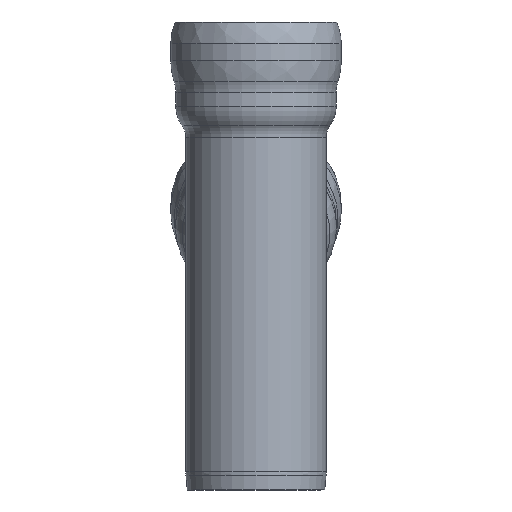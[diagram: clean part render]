
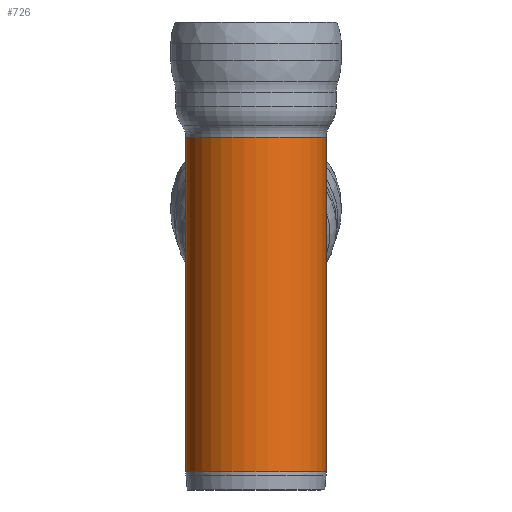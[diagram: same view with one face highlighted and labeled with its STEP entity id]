
A CAD part, left-side view. The second image highlights one B-rep face of the part: STEP entity #726.
In plain terms, the highlighted cylindrical face has radius 210 mm (diameter 420 mm), a full revolution.
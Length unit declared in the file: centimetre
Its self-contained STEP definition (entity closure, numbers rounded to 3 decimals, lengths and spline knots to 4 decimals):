
#50=ELLIPSE('',#777,25.6363,21.);
#51=ELLIPSE('',#778,36.6124,21.);
#52=ELLIPSE('',#781,36.6124,21.);
#53=ELLIPSE('',#782,25.6363,21.);
#64=LINE('',#1231,#84);
#65=LINE('',#1237,#85);
#84=VECTOR('',#918,21.);
#85=VECTOR('',#923,21.);
#104=CYLINDRICAL_SURFACE('',#776,21.);
#113=FACE_OUTER_BOUND('',#156,.T.);
#156=EDGE_LOOP('',(#485,#486,#487,#488,#489,#490,#491,#492,#493,#494,#495,
#496));
#203=CIRCLE('',#773,21.);
#204=CIRCLE('',#774,21.);
#206=CIRCLE('',#779,21.);
#207=CIRCLE('',#780,21.);
#287=VERTEX_POINT('',#1223);
#288=VERTEX_POINT('',#1225);
#289=VERTEX_POINT('',#1230);
#290=VERTEX_POINT('',#1232);
#291=VERTEX_POINT('',#1234);
#292=VERTEX_POINT('',#1236);
#293=VERTEX_POINT('',#1238);
#294=VERTEX_POINT('',#1241);
#363=EDGE_CURVE('',#287,#288,#203,.T.);
#364=EDGE_CURVE('',#288,#287,#204,.T.);
#366=EDGE_CURVE('',#288,#289,#64,.T.);
#367=EDGE_CURVE('',#289,#290,#50,.T.);
#368=EDGE_CURVE('',#290,#291,#51,.T.);
#369=EDGE_CURVE('',#291,#292,#65,.T.);
#370=EDGE_CURVE('',#292,#293,#206,.T.);
#371=EDGE_CURVE('',#293,#292,#207,.T.);
#372=EDGE_CURVE('',#291,#294,#52,.T.);
#373=EDGE_CURVE('',#294,#289,#53,.T.);
#485=ORIENTED_EDGE('',*,*,#363,.F.);
#486=ORIENTED_EDGE('',*,*,#364,.F.);
#487=ORIENTED_EDGE('',*,*,#366,.T.);
#488=ORIENTED_EDGE('',*,*,#367,.T.);
#489=ORIENTED_EDGE('',*,*,#368,.T.);
#490=ORIENTED_EDGE('',*,*,#369,.T.);
#491=ORIENTED_EDGE('',*,*,#370,.T.);
#492=ORIENTED_EDGE('',*,*,#371,.T.);
#493=ORIENTED_EDGE('',*,*,#369,.F.);
#494=ORIENTED_EDGE('',*,*,#372,.T.);
#495=ORIENTED_EDGE('',*,*,#373,.T.);
#496=ORIENTED_EDGE('',*,*,#366,.F.);
#726=ADVANCED_FACE('',(#113),#104,.T.);
#773=AXIS2_PLACEMENT_3D('',#1226,#910,#911);
#774=AXIS2_PLACEMENT_3D('',#1227,#912,#913);
#776=AXIS2_PLACEMENT_3D('',#1229,#916,#917);
#777=AXIS2_PLACEMENT_3D('',#1233,#919,#920);
#778=AXIS2_PLACEMENT_3D('',#1235,#921,#922);
#779=AXIS2_PLACEMENT_3D('',#1239,#924,#925);
#780=AXIS2_PLACEMENT_3D('',#1240,#926,#927);
#781=AXIS2_PLACEMENT_3D('',#1242,#928,#929);
#782=AXIS2_PLACEMENT_3D('',#1243,#930,#931);
#910=DIRECTION('center_axis',(0.,0.,-1.));
#911=DIRECTION('ref_axis',(1.,0.,0.));
#912=DIRECTION('center_axis',(0.,0.,-1.));
#913=DIRECTION('ref_axis',(1.,0.,0.));
#916=DIRECTION('center_axis',(0.,0.,-1.));
#917=DIRECTION('ref_axis',(-1.,0.,0.));
#918=DIRECTION('',(0.,0.,1.));
#919=DIRECTION('center_axis',(-0.574,0.,
-0.819));
#920=DIRECTION('ref_axis',(-0.819,0.,0.574));
#921=DIRECTION('center_axis',(-0.819,0.,0.574));
#922=DIRECTION('ref_axis',(-0.574,0.,-0.819));
#923=DIRECTION('',(0.,0.,1.));
#924=DIRECTION('center_axis',(0.,0.,-1.));
#925=DIRECTION('ref_axis',(1.,0.,0.));
#926=DIRECTION('center_axis',(0.,0.,-1.));
#927=DIRECTION('ref_axis',(1.,0.,0.));
#928=DIRECTION('center_axis',(-0.819,0.,0.574));
#929=DIRECTION('ref_axis',(-0.574,0.,-0.819));
#930=DIRECTION('center_axis',(-0.574,0.,
-0.819));
#931=DIRECTION('ref_axis',(-0.819,0.,0.574));
#1223=CARTESIAN_POINT('',(0.,-21.,5.4366));
#1225=CARTESIAN_POINT('',(21.,0.,5.4366));
#1226=CARTESIAN_POINT('Origin',(0.,0.,5.4366));
#1227=CARTESIAN_POINT('Origin',(0.,0.,5.4366));
#1229=CARTESIAN_POINT('Origin',(0.,0.,55.2129));
#1230=CARTESIAN_POINT('',(21.,0.,45.2956));
#1231=CARTESIAN_POINT('',(21.,0.,55.2129));
#1232=CARTESIAN_POINT('',(0.,-21.,60.));
#1233=CARTESIAN_POINT('Origin',(0.,0.,60.));
#1234=CARTESIAN_POINT('',(21.,0.,89.9911));
#1235=CARTESIAN_POINT('Origin',(0.,0.,60.));
#1236=CARTESIAN_POINT('',(21.,0.,105.4913));
#1237=CARTESIAN_POINT('',(21.,0.,55.2129));
#1238=CARTESIAN_POINT('',(0.,-21.,105.4913));
#1239=CARTESIAN_POINT('Origin',(0.,0.,105.4913));
#1240=CARTESIAN_POINT('Origin',(0.,0.,105.4913));
#1241=CARTESIAN_POINT('',(0.,21.,60.));
#1242=CARTESIAN_POINT('Origin',(0.,0.,60.));
#1243=CARTESIAN_POINT('Origin',(0.,0.,60.));
